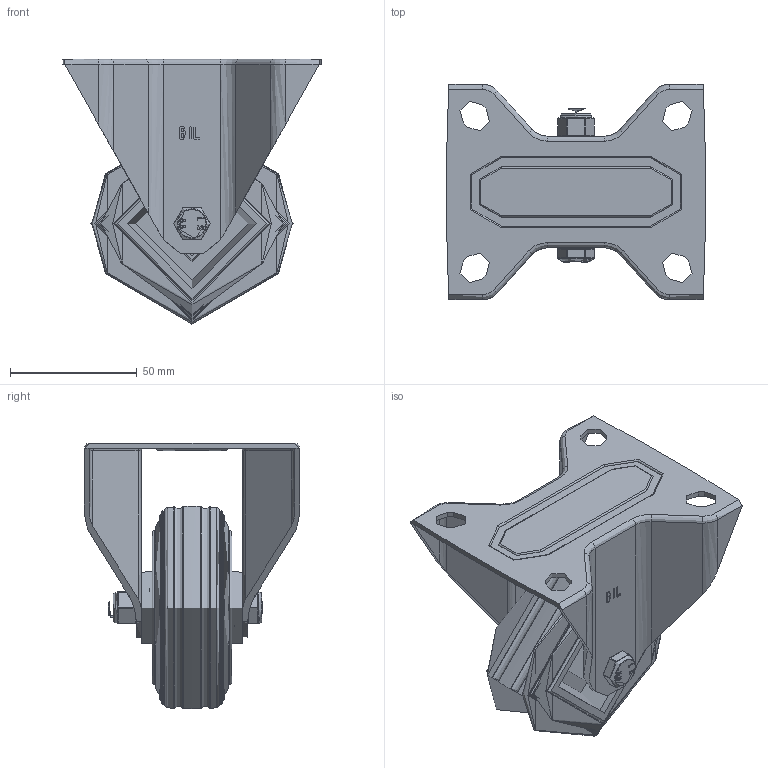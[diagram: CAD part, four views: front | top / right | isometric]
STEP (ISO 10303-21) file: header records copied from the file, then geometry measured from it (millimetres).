
FILE_DESCRIPTION(/* description */ ('','CAx-IF Rec.Pracs.---Representation and Presentation of Product Manufacturing Information (PMI)---4.0---2014-10-13'),/* implementation_level */ '2;1');
FILE_NAME(/* name */ 'BZMMF80PSB.step',/* time_stamp */ '2024-11-26T14:14:06Z',/* author */ (''),/* organization */ (''),/* preprocessor_version */ 'ST-DEVELOPER v20',/* originating_system */ 'Autodesk Translation Framework v13.20.0.188',/* authorisation */ '');
FILE_SCHEMA (('AP242_MANAGED_MODEL_BASED_3D_ENGINEERING_MIM_LF { 1 0 10303 442 1 1 4 }'));
Length unit declared in the file: millimetre
Products named in the file (20): BZMMF80PSB; BZMMF80AS - 40 v2; ZINC PLATED, PRESSED STEEL BRACKET (1); BZMM80WPSRB; RUBBER TYRE; POLYPROPYLENE RIM; POLYPROPYLENE RIM Geometry; CAP; ROLLER BEARING; CAGE; ribs; Component2; TUBEM12X40 v1; ZINC PLATED STEEL TUBE; HEXBOLTM8X55Z8.8 v2; GRADE 8.8 ZINC PLATED BOLT; NYLOCM8Z v1; NYLOC NUT; NUT; RUBBER
Assembly tree (26 placements, depth 5):
  BZMMF80PSB
    BZMMF80AS - 40 v2
      ZINC PLATED, PRESSED STEEL BRACKET (1)
    BZMM80WPSRB
      RUBBER TYRE
      POLYPROPYLENE RIM
        POLYPROPYLENE RIM Geometry
        CAP
      ROLLER BEARING
        CAGE
        ribs
          Component2  x8
    TUBEM12X40 v1
      ZINC PLATED STEEL TUBE
    HEXBOLTM8X55Z8.8 v2
      GRADE 8.8 ZINC PLATED BOLT
    NYLOCM8Z v1
      NYLOC NUT
        NUT
        RUBBER
Bounding box: 102.3 x 85 x 105 mm (x, y, z)
Volume: 151095.8 mm3; surface area: 85351.9 mm2
Topology: 17 solids, 17 shells, 528 faces, 1273 edges, 784 vertices
Faces by surface type: cylinder 198, plane 198, torus 40, bspline 39, cone 29, sphere 24
Full cylindrical faces by diameter (mm): 0.664 x2, 3.75 x8, 6.446 x7, 7.866 x13, 8 x3, 8.25 x2, 8.4 x1, 8.6 x2, 11.5 x1, 11.9 x1, 12.1 x1, 12.2 x2, 12.5 x1, 19.5 x1, 20 x1, 24.9 x1, 25 x1, 48.321 x2, 51 x2, 55 x4, 61 x2
Entity records: 20823 total; most frequent: CARTESIAN_POINT 8306, DIRECTION 2561, ORIENTED_EDGE 2492, EDGE_CURVE 1246, AXIS2_PLACEMENT_3D 972, VERTEX_POINT 770, LINE 617, VECTOR 617
